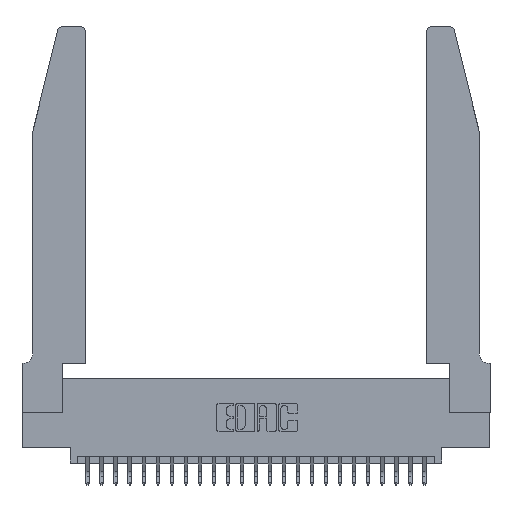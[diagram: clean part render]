
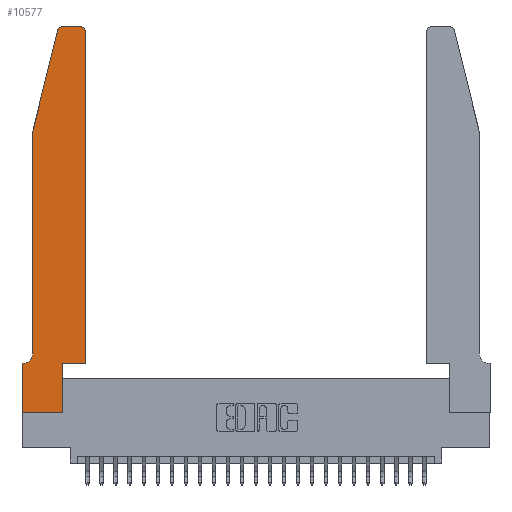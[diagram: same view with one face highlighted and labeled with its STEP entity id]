
A CAD part, top view. The second image highlights one B-rep face of the part: STEP entity #10577.
In plain terms, the highlighted planar face has unit normal (0, 0, 1).
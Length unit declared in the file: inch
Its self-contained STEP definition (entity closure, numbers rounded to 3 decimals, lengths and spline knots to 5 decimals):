
#20 = DIRECTION ( 'NONE',  ( -1., 0., 0. ) ) ;
#124 = CIRCLE ( 'NONE', #904, 0.03 ) ;
#414 = VERTEX_POINT ( 'NONE', #25113 ) ;
#674 = ORIENTED_EDGE ( 'NONE', *, *, #7413, .T. ) ;
#904 = AXIS2_PLACEMENT_3D ( 'NONE', #26232, #13785, #1250 ) ;
#1250 = DIRECTION ( 'NONE',  ( 1., 0., 0. ) ) ;
#1359 = DIRECTION ( 'NONE',  ( -1., 0., 0. ) ) ;
#1435 = CARTESIAN_POINT ( 'NONE',  ( 0.0755, 0.42, 0.37 ) ) ;
#1438 = EDGE_LOOP ( 'NONE', ( #9376, #6365, #6380, #12725, #13755, #17234, #25521, #14565, #674, #15481, #6188, #20238 ) ) ;
#1595 = VERTEX_POINT ( 'NONE', #11605 ) ;
#1826 = CARTESIAN_POINT ( 'NONE',  ( 0., 0.35, 0.37 ) ) ;
#2100 = EDGE_CURVE ( 'NONE', #22807, #5810, #10423, .T. ) ;
#3545 = LINE ( 'NONE', #18498, #13336 ) ;
#3897 = EDGE_CURVE ( 'NONE', #414, #5862, #23341, .T. ) ;
#4224 = EDGE_CURVE ( 'NONE', #15973, #15163, #124, .T. ) ;
#4644 = VERTEX_POINT ( 'NONE', #4902 ) ;
#4902 = CARTESIAN_POINT ( 'NONE',  ( 0.4205, 2.75, 0.37 ) ) ;
#5129 = CARTESIAN_POINT ( 'NONE',  ( 0.4505, 0.35, 0.37 ) ) ;
#5666 = CARTESIAN_POINT ( 'NONE',  ( 0.4505, 0.35, 0.37 ) ) ;
#5810 = VERTEX_POINT ( 'NONE', #14622 ) ;
#5862 = VERTEX_POINT ( 'NONE', #14805 ) ;
#6010 = DIRECTION ( 'NONE',  ( -0.239, -0.971, 0. ) ) ;
#6049 = DIRECTION ( 'NONE',  ( 1., 0., 0. ) ) ;
#6188 = ORIENTED_EDGE ( 'NONE', *, *, #2100, .T. ) ;
#6315 = DIRECTION ( 'NONE',  ( 0., 1., 0. ) ) ;
#6363 = EDGE_CURVE ( 'NONE', #15163, #13869, #3545, .T. ) ;
#6365 = ORIENTED_EDGE ( 'NONE', *, *, #4224, .T. ) ;
#6380 = ORIENTED_EDGE ( 'NONE', *, *, #6363, .T. ) ;
#6511 = DIRECTION ( 'NONE',  ( 1., 0., 0. ) ) ;
#7413 = EDGE_CURVE ( 'NONE', #5862, #20076, #20459, .T. ) ;
#7585 = AXIS2_PLACEMENT_3D ( 'NONE', #26354, #13901, #1359 ) ;
#8293 = VECTOR ( 'NONE', #12791, 39.37008 ) ;
#8303 = VECTOR ( 'NONE', #20, 39.37008 ) ;
#9075 = CARTESIAN_POINT ( 'NONE',  ( 0.2865, 0.35, 0.37 ) ) ;
#9376 = ORIENTED_EDGE ( 'NONE', *, *, #19186, .T. ) ;
#9389 = VECTOR ( 'NONE', #19703, 39.37008 ) ;
#9655 = CIRCLE ( 'NONE', #7585, 0.07 ) ;
#9907 = LINE ( 'NONE', #19518, #25849 ) ;
#10423 = LINE ( 'NONE', #5129, #26367 ) ;
#10479 = CARTESIAN_POINT ( 'NONE',  ( 0.0755, 0.35, 0.37 ) ) ;
#10480 = DIRECTION ( 'NONE',  ( 0., 0., 1. ) ) ;
#10577 = ADVANCED_FACE ( 'NONE', ( #11171 ), #26806, .T. ) ;
#10696 = CARTESIAN_POINT ( 'NONE',  ( 0., 0., 0.37 ) ) ;
#10821 = VERTEX_POINT ( 'NONE', #15065 ) ;
#11171 = FACE_OUTER_BOUND ( 'NONE', #1438, .T. ) ;
#11264 = EDGE_CURVE ( 'NONE', #5810, #4644, #20577, .T. ) ;
#11506 = CARTESIAN_POINT ( 'NONE',  ( 0.2865, 0.35, 0.37 ) ) ;
#11605 = CARTESIAN_POINT ( 'NONE',  ( 0., 0.35, 0.37 ) ) ;
#12005 = DIRECTION ( 'NONE',  ( -1., 0., 0. ) ) ;
#12450 = CARTESIAN_POINT ( 'NONE',  ( 0.25487, 2.72718, 0.37 ) ) ;
#12565 = LINE ( 'NONE', #20386, #16831 ) ;
#12725 = ORIENTED_EDGE ( 'NONE', *, *, #18539, .T. ) ;
#12791 = DIRECTION ( 'NONE',  ( 0., -1., 0. ) ) ;
#12918 = VECTOR ( 'NONE', #6511, 39.37008 ) ;
#13336 = VECTOR ( 'NONE', #6010, 39.37008 ) ;
#13687 = VERTEX_POINT ( 'NONE', #1435 ) ;
#13755 = ORIENTED_EDGE ( 'NONE', *, *, #15615, .T. ) ;
#13785 = DIRECTION ( 'NONE',  ( 0., 0., 1. ) ) ;
#13839 = LINE ( 'NONE', #10479, #8303 ) ;
#13869 = VERTEX_POINT ( 'NONE', #22768 ) ;
#13901 = DIRECTION ( 'NONE',  ( 0., 0., -1. ) ) ;
#14565 = ORIENTED_EDGE ( 'NONE', *, *, #3897, .T. ) ;
#14622 = CARTESIAN_POINT ( 'NONE',  ( 0.4505, 2.72, 0.37 ) ) ;
#14805 = CARTESIAN_POINT ( 'NONE',  ( 0.2865, 0., 0.37 ) ) ;
#15065 = CARTESIAN_POINT ( 'NONE',  ( 0.0055, 0.35, 0.37 ) ) ;
#15163 = VERTEX_POINT ( 'NONE', #12450 ) ;
#15481 = ORIENTED_EDGE ( 'NONE', *, *, #20085, .T. ) ;
#15615 = EDGE_CURVE ( 'NONE', #13687, #10821, #9655, .T. ) ;
#15727 = AXIS2_PLACEMENT_3D ( 'NONE', #22939, #10480, #25035 ) ;
#15973 = VERTEX_POINT ( 'NONE', #23240 ) ;
#16541 = LINE ( 'NONE', #24247, #21366 ) ;
#16543 = EDGE_CURVE ( 'NONE', #10821, #1595, #13839, .T. ) ;
#16831 = VECTOR ( 'NONE', #12005, 39.37008 ) ;
#17234 = ORIENTED_EDGE ( 'NONE', *, *, #16543, .T. ) ;
#18498 = CARTESIAN_POINT ( 'NONE',  ( 0.0755, 2., 0.37 ) ) ;
#18530 = DIRECTION ( 'NONE',  ( 0., 0., 1. ) ) ;
#18539 = EDGE_CURVE ( 'NONE', #13869, #13687, #16541, .T. ) ;
#18994 = CARTESIAN_POINT ( 'NONE',  ( 0., 0., 0.37 ) ) ;
#19186 = EDGE_CURVE ( 'NONE', #4644, #15973, #12565, .T. ) ;
#19362 = LINE ( 'NONE', #10696, #8293 ) ;
#19518 = CARTESIAN_POINT ( 'NONE',  ( 0.4505, 0.35, 0.37 ) ) ;
#19703 = DIRECTION ( 'NONE',  ( 0., 1., 0. ) ) ;
#19897 = EDGE_CURVE ( 'NONE', #1595, #414, #19362, .T. ) ;
#20076 = VERTEX_POINT ( 'NONE', #9075 ) ;
#20085 = EDGE_CURVE ( 'NONE', #20076, #22807, #9907, .T. ) ;
#20238 = ORIENTED_EDGE ( 'NONE', *, *, #11264, .T. ) ;
#20386 = CARTESIAN_POINT ( 'NONE',  ( 0.2605, 2.75, 0.37 ) ) ;
#20459 = LINE ( 'NONE', #11506, #9389 ) ;
#20577 = CIRCLE ( 'NONE', #15727, 0.03 ) ;
#21366 = VECTOR ( 'NONE', #26335, 39.37008 ) ;
#22768 = CARTESIAN_POINT ( 'NONE',  ( 0.0755, 2., 0.37 ) ) ;
#22807 = VERTEX_POINT ( 'NONE', #5666 ) ;
#22939 = CARTESIAN_POINT ( 'NONE',  ( 0.4205, 2.72, 0.37 ) ) ;
#23240 = CARTESIAN_POINT ( 'NONE',  ( 0.284, 2.75, 0.37 ) ) ;
#23341 = LINE ( 'NONE', #18994, #12918 ) ;
#23705 = DIRECTION ( 'NONE',  ( 1., 0., 0. ) ) ;
#24247 = CARTESIAN_POINT ( 'NONE',  ( 0.0755, 2., 0.37 ) ) ;
#25035 = DIRECTION ( 'NONE',  ( 1., 0., 0. ) ) ;
#25113 = CARTESIAN_POINT ( 'NONE',  ( 0., 0., 0.37 ) ) ;
#25118 = AXIS2_PLACEMENT_3D ( 'NONE', #1826, #18530, #6049 ) ;
#25521 = ORIENTED_EDGE ( 'NONE', *, *, #19897, .T. ) ;
#25849 = VECTOR ( 'NONE', #23705, 39.37008 ) ;
#26232 = CARTESIAN_POINT ( 'NONE',  ( 0.284, 2.72, 0.37 ) ) ;
#26335 = DIRECTION ( 'NONE',  ( 0., -1., 0. ) ) ;
#26354 = CARTESIAN_POINT ( 'NONE',  ( 0.0055, 0.42, 0.37 ) ) ;
#26367 = VECTOR ( 'NONE', #6315, 39.37008 ) ;
#26806 = PLANE ( 'NONE',  #25118 ) ;
